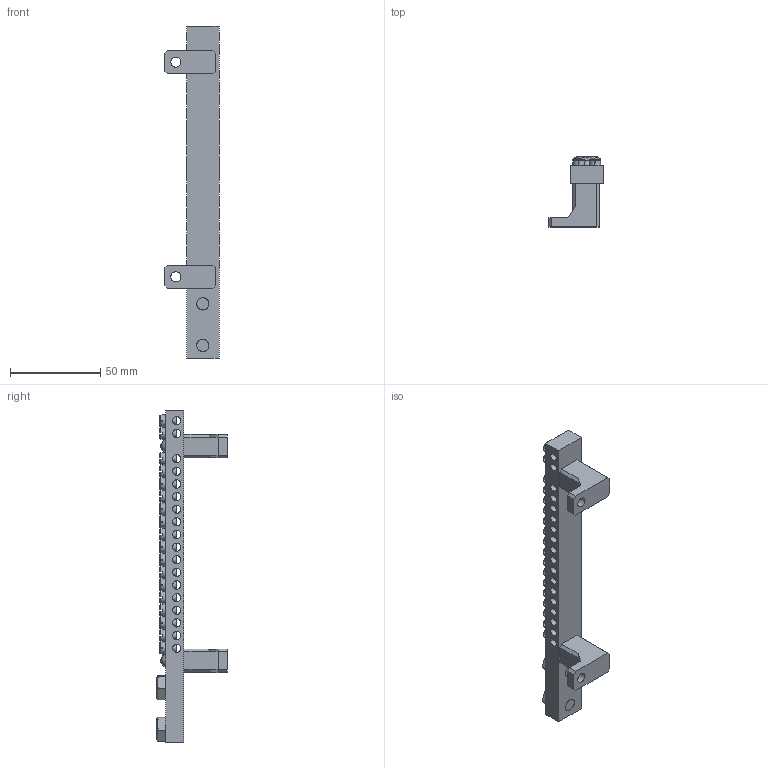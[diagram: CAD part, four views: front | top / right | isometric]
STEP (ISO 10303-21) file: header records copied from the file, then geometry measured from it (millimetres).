
FILE_DESCRIPTION (( 'STEP AP214' ), '1' );
FILE_NAME ('Øèíà N íîëü íà äâóõ óãë. èçîë. 200À ØÍÈ-10õ18-36-L2-Ñ IEK.STEP', '2023-04-13T12:57:26', ( '' ), ( '' ), 'SwSTEP 2.0', 'SolidWorks 2022', '' );
FILE_SCHEMA (( 'AUTOMOTIVE_DESIGN' ));
Length unit declared in the file: millimetre
Products named in the file (6): Винт М4; Шина N ноль на двух угл. изол. 200А ШНИ-10х18-36-L2-С IEK; Винт М5; Ножка; Винт M8; Шина 18
Assembly tree (43 placements, depth 2):
  Шина N ноль на двух угл. изол. 200А ШНИ-10х18-36-L2-С IEK
    Шина 18
    Ножка  x2
    Винт M8  x2
    Винт М4  x2
    Винт М5  x36
Bounding box: 30 x 39 x 184 mm (x, y, z)
Volume: 43823.5 mm3; surface area: 31431.7 mm2
Topology: 43 solids, 43 shells, 1092 faces, 2980 edges, 1984 vertices
Faces by surface type: plane 660, cylinder 280, torus 144, cone 4, sphere 4
Entity records: 10644 total; most frequent: CARTESIAN_POINT 3836, ORIENTED_EDGE 1408, DIRECTION 1290, EDGE_CURVE 704, AXIS2_PLACEMENT_3D 482, VERTEX_POINT 468, LINE 326, VECTOR 326
